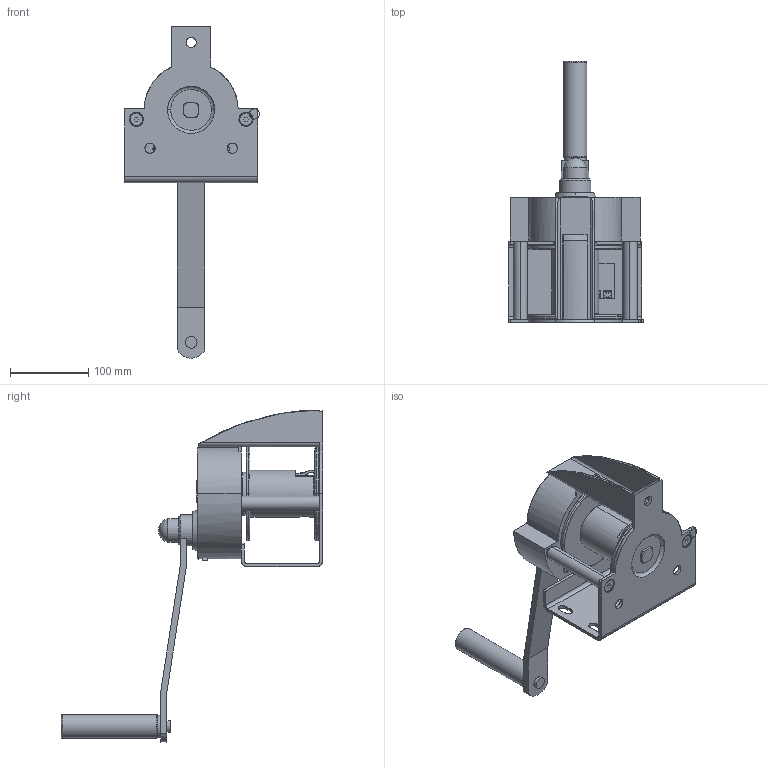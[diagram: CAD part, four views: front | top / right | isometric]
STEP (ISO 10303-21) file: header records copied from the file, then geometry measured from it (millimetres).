
FILE_DESCRIPTION(('STEP AP214'),'1');
FILE_NAME('PMH Vinsch Tango KV300-KV500.stp','2013-06-28T11:38:58',(' '),(' '),'Spatial InterOp 3D',' ',' ');
FILE_SCHEMA(('automotive_design'));
Length unit declared in the file: millimetre
Products named in the file (706): PMH Vinsch Tango KV300-KV500; 1; 2
Assembly tree (705 placements, depth 2):
  PMH Vinsch Tango KV300-KV500
    1
    1
    1
    1
    1
    1
    1
    1
    1
    1
    1
    1
    1
    1
    1
    1
    1
    1
    1
    1
    1
    1
    1
    1
    1
    1
    1
    1
    1
    1
    1
    1
    1
    1
    1
    1
    1
    1
    1
    1
    1
    1
    1
    1
    1
    1
    1
    1
    1
    1
    1
    1
    1
    1
    1
    1
    1
    1
    1
Bounding box: 172.19 x 333.9 x 423.68 mm (x, y, z)
Volume: 219898.2 mm3; surface area: 366760.7 mm2
Topology: 1 solids, 705 shells, 728 faces, 9662 edges, 9643 vertices
Faces by surface type: plane 452, cylinder 197, torus 35, cone 33, bspline 10, sphere 1
Full cylindrical faces by diameter (mm): 15 x1, 28 x1, 30 x2, 40 x1
Entity records: 116104 total; most frequent: CARTESIAN_POINT 49116, ORIENTED_EDGE 9686, EDGE_CURVE 9648, VERTEX_POINT 9639, B_SPLINE_CURVE_WITH_KNOTS 9599, DIRECTION 2909, AXIS2_PLACEMENT_3D 1442, PRODUCT_DEFINITION_SHAPE 1411
